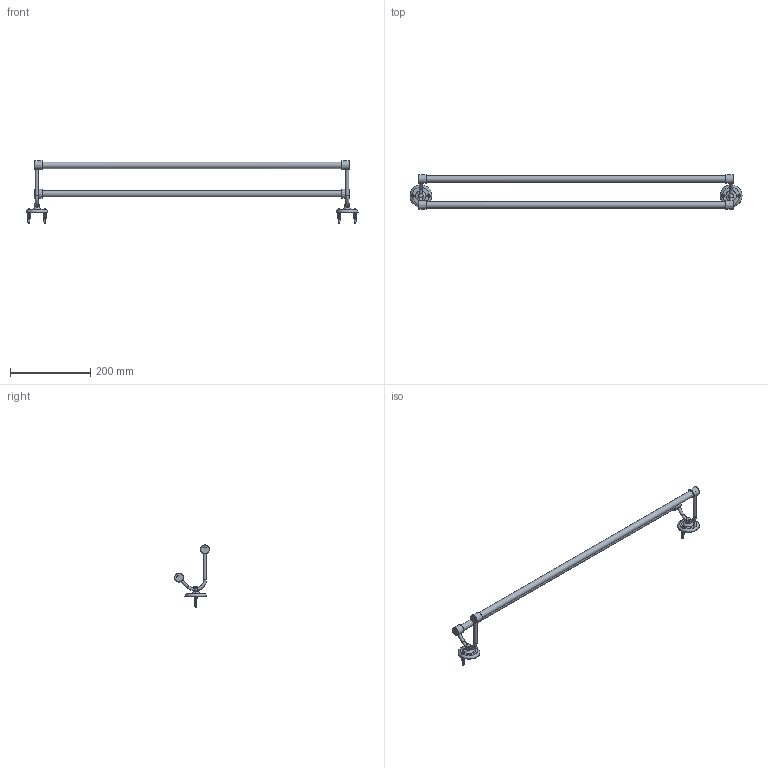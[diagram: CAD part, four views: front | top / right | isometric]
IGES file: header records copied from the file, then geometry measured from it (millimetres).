
Global section: file name: N2301-A; native system: Autodesk Inventor 2018; preprocessor: unknown; author: mblakey; date: 20171018.092226; units: millimetre
Bounding box: 827.86 x 86.48 x 154.68 mm (x, y, z)
Volume: 100190.9 mm3; surface area: 186136.9 mm2
Topology: 18 solids, 18 shells, 992 faces, 2924 edges, 1938 vertices
Faces by surface type: bspline 992
